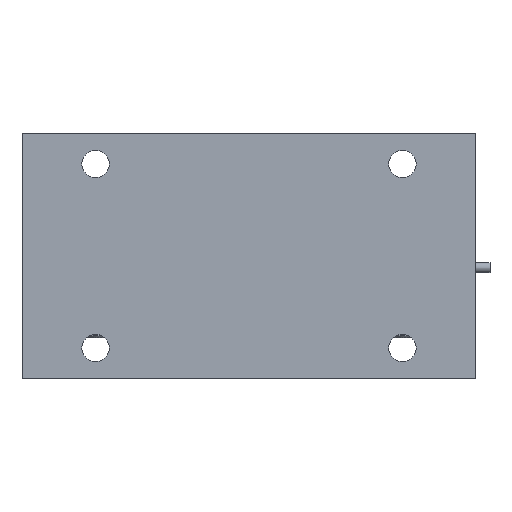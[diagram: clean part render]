
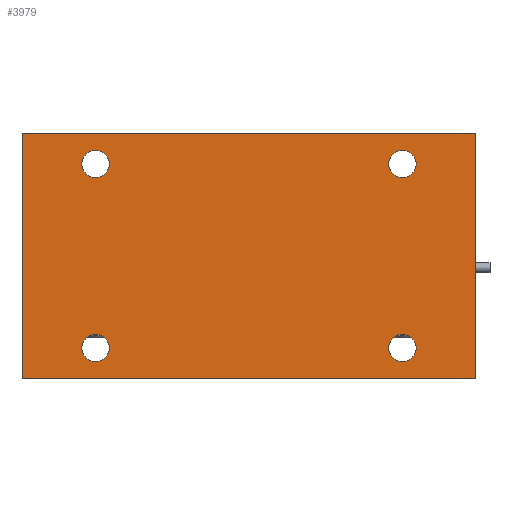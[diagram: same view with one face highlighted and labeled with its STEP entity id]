
A CAD part, front view. The second image highlights one B-rep face of the part: STEP entity #3979.
In plain terms, the highlighted planar face has unit normal (0, -1, 0).
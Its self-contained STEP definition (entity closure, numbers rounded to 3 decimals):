
#90 = AXIS2_PLACEMENT_3D ( 'NONE', #2483, #3415, #6411 ) ;
#149 = EDGE_CURVE ( 'NONE', #8959, #6466, #5443, .T. ) ;
#164 = LINE ( 'NONE', #5681, #1755 ) ;
#297 = AXIS2_PLACEMENT_3D ( 'NONE', #2669, #8398, #7159 ) ;
#527 = FACE_BOUND ( 'NONE', #7798, .T. ) ;
#583 = DIRECTION ( 'NONE',  ( -1., 0., 0. ) ) ;
#616 = CIRCLE ( 'NONE', #297, 7.1 ) ;
#697 = EDGE_LOOP ( 'NONE', ( #2295, #4209 ) ) ;
#751 = CARTESIAN_POINT ( 'NONE',  ( 79.4, 0., 47.65 ) ) ;
#856 = DIRECTION ( 'NONE',  ( 0., 1., 0. ) ) ;
#871 = AXIS2_PLACEMENT_3D ( 'NONE', #3728, #856, #5247 ) ;
#919 = CARTESIAN_POINT ( 'NONE',  ( -86.5, 0., 47.65 ) ) ;
#1049 = ORIENTED_EDGE ( 'NONE', *, *, #8863, .T. ) ;
#1086 = DIRECTION ( 'NONE',  ( -1., 0., 0. ) ) ;
#1192 = AXIS2_PLACEMENT_3D ( 'NONE', #6363, #7691, #1086 ) ;
#1388 = EDGE_CURVE ( 'NONE', #2777, #4107, #8587, .T. ) ;
#1657 = EDGE_LOOP ( 'NONE', ( #7733, #8226, #2801, #9072 ) ) ;
#1718 = CARTESIAN_POINT ( 'NONE',  ( 72.3, 0., 47.65 ) ) ;
#1755 = VECTOR ( 'NONE', #7959, 1000. ) ;
#1769 = ORIENTED_EDGE ( 'NONE', *, *, #1388, .T. ) ;
#1934 = CARTESIAN_POINT ( 'NONE',  ( 86.5, 0., 47.65 ) ) ;
#2015 = DIRECTION ( 'NONE',  ( 1., 0., 0. ) ) ;
#2021 = CARTESIAN_POINT ( 'NONE',  ( 0., 0., 63.5 ) ) ;
#2060 = CARTESIAN_POINT ( 'NONE',  ( 0., 0., 63.5 ) ) ;
#2106 = CARTESIAN_POINT ( 'NONE',  ( -72.3, 0., 47.65 ) ) ;
#2163 = PLANE ( 'NONE',  #7147 ) ;
#2279 = AXIS2_PLACEMENT_3D ( 'NONE', #7500, #5923, #9209 ) ;
#2295 = ORIENTED_EDGE ( 'NONE', *, *, #6121, .T. ) ;
#2331 = CARTESIAN_POINT ( 'NONE',  ( 72.3, 0., -47.65 ) ) ;
#2479 = CARTESIAN_POINT ( 'NONE',  ( -79.4, 0., 47.65 ) ) ;
#2483 = CARTESIAN_POINT ( 'NONE',  ( -79.4, 0., 47.65 ) ) ;
#2510 = FACE_BOUND ( 'NONE', #697, .T. ) ;
#2636 = EDGE_CURVE ( 'NONE', #4997, #3797, #7975, .T. ) ;
#2669 = CARTESIAN_POINT ( 'NONE',  ( 79.4, 0., -47.65 ) ) ;
#2724 = VERTEX_POINT ( 'NONE', #3296 ) ;
#2727 = ORIENTED_EDGE ( 'NONE', *, *, #7499, .T. ) ;
#2748 = LINE ( 'NONE', #2060, #5576 ) ;
#2777 = VERTEX_POINT ( 'NONE', #2106 ) ;
#2801 = ORIENTED_EDGE ( 'NONE', *, *, #2937, .F. ) ;
#2851 = DIRECTION ( 'NONE',  ( 0., 0., -1. ) ) ;
#2903 = FACE_BOUND ( 'NONE', #8383, .T. ) ;
#2937 = EDGE_CURVE ( 'NONE', #7948, #7771, #2748, .T. ) ;
#3167 = EDGE_CURVE ( 'NONE', #7948, #2724, #6083, .T. ) ;
#3174 = DIRECTION ( 'NONE',  ( -1., 0., 0. ) ) ;
#3296 = CARTESIAN_POINT ( 'NONE',  ( -117.5, 0., -63.5 ) ) ;
#3415 = DIRECTION ( 'NONE',  ( 0., 1., 0. ) ) ;
#3549 = FACE_OUTER_BOUND ( 'NONE', #1657, .T. ) ;
#3622 = ORIENTED_EDGE ( 'NONE', *, *, #4613, .T. ) ;
#3728 = CARTESIAN_POINT ( 'NONE',  ( -79.4, 0., -47.65 ) ) ;
#3797 = VERTEX_POINT ( 'NONE', #7638 ) ;
#3891 = AXIS2_PLACEMENT_3D ( 'NONE', #751, #5429, #6809 ) ;
#3979 = ADVANCED_FACE ( 'NONE', ( #7777, #2510, #2903, #527, #3549 ), #2163, .F. ) ;
#4065 = EDGE_CURVE ( 'NONE', #7771, #5815, #8864, .T. ) ;
#4107 = VERTEX_POINT ( 'NONE', #919 ) ;
#4209 = ORIENTED_EDGE ( 'NONE', *, *, #149, .T. ) ;
#4467 = DIRECTION ( 'NONE',  ( 0., 0., -1. ) ) ;
#4613 = EDGE_CURVE ( 'NONE', #6165, #8574, #5380, .T. ) ;
#4782 = CARTESIAN_POINT ( 'NONE',  ( -117.5, 0., 63.5 ) ) ;
#4906 = AXIS2_PLACEMENT_3D ( 'NONE', #6620, #8790, #8692 ) ;
#4997 = VERTEX_POINT ( 'NONE', #9556 ) ;
#5247 = DIRECTION ( 'NONE',  ( -1., 0., 0. ) ) ;
#5380 = CIRCLE ( 'NONE', #4906, 7.1 ) ;
#5429 = DIRECTION ( 'NONE',  ( 0., 1., 0. ) ) ;
#5443 = CIRCLE ( 'NONE', #1192, 7.1 ) ;
#5533 = DIRECTION ( 'NONE',  ( 0., 1., 0. ) ) ;
#5576 = VECTOR ( 'NONE', #2015, 1000. ) ;
#5681 = CARTESIAN_POINT ( 'NONE',  ( 0., 0., -63.5 ) ) ;
#5815 = VERTEX_POINT ( 'NONE', #6971 ) ;
#5875 = EDGE_CURVE ( 'NONE', #2724, #5815, #164, .T. ) ;
#5888 = VECTOR ( 'NONE', #2851, 1000. ) ;
#5923 = DIRECTION ( 'NONE',  ( 0., 1., 0. ) ) ;
#6083 = LINE ( 'NONE', #7561, #9715 ) ;
#6121 = EDGE_CURVE ( 'NONE', #6466, #8959, #8593, .T. ) ;
#6165 = VERTEX_POINT ( 'NONE', #2331 ) ;
#6363 = CARTESIAN_POINT ( 'NONE',  ( 79.4, 0., 47.65 ) ) ;
#6411 = DIRECTION ( 'NONE',  ( -1., 0., 0. ) ) ;
#6416 = EDGE_LOOP ( 'NONE', ( #7164, #1769 ) ) ;
#6466 = VERTEX_POINT ( 'NONE', #1718 ) ;
#6620 = CARTESIAN_POINT ( 'NONE',  ( 79.4, 0., -47.65 ) ) ;
#6809 = DIRECTION ( 'NONE',  ( -1., 0., 0. ) ) ;
#6971 = CARTESIAN_POINT ( 'NONE',  ( 117.5, 0., -63.5 ) ) ;
#7147 = AXIS2_PLACEMENT_3D ( 'NONE', #2021, #9498, #583 ) ;
#7159 = DIRECTION ( 'NONE',  ( -1., 0., 0. ) ) ;
#7164 = ORIENTED_EDGE ( 'NONE', *, *, #7637, .T. ) ;
#7499 = EDGE_CURVE ( 'NONE', #3797, #4997, #8895, .T. ) ;
#7500 = CARTESIAN_POINT ( 'NONE',  ( -79.4, 0., -47.65 ) ) ;
#7545 = CARTESIAN_POINT ( 'NONE',  ( 117.5, 0., 63.5 ) ) ;
#7561 = CARTESIAN_POINT ( 'NONE',  ( -117.5, 0., 63.5 ) ) ;
#7637 = EDGE_CURVE ( 'NONE', #4107, #2777, #7930, .T. ) ;
#7638 = CARTESIAN_POINT ( 'NONE',  ( -72.3, 0., -47.65 ) ) ;
#7689 = ORIENTED_EDGE ( 'NONE', *, *, #2636, .T. ) ;
#7691 = DIRECTION ( 'NONE',  ( 0., 1., 0. ) ) ;
#7733 = ORIENTED_EDGE ( 'NONE', *, *, #5875, .T. ) ;
#7771 = VERTEX_POINT ( 'NONE', #7545 ) ;
#7777 = FACE_BOUND ( 'NONE', #6416, .T. ) ;
#7798 = EDGE_LOOP ( 'NONE', ( #7689, #2727 ) ) ;
#7930 = CIRCLE ( 'NONE', #8878, 7.1 ) ;
#7948 = VERTEX_POINT ( 'NONE', #4782 ) ;
#7959 = DIRECTION ( 'NONE',  ( 1., 0., 0. ) ) ;
#7975 = CIRCLE ( 'NONE', #2279, 7.1 ) ;
#8167 = CARTESIAN_POINT ( 'NONE',  ( 117.5, 0., 63.5 ) ) ;
#8226 = ORIENTED_EDGE ( 'NONE', *, *, #4065, .F. ) ;
#8383 = EDGE_LOOP ( 'NONE', ( #3622, #1049 ) ) ;
#8398 = DIRECTION ( 'NONE',  ( 0., 1., 0. ) ) ;
#8574 = VERTEX_POINT ( 'NONE', #8806 ) ;
#8587 = CIRCLE ( 'NONE', #90, 7.1 ) ;
#8593 = CIRCLE ( 'NONE', #3891, 7.1 ) ;
#8692 = DIRECTION ( 'NONE',  ( -1., 0., 0. ) ) ;
#8790 = DIRECTION ( 'NONE',  ( 0., 1., 0. ) ) ;
#8806 = CARTESIAN_POINT ( 'NONE',  ( 86.5, 0., -47.65 ) ) ;
#8863 = EDGE_CURVE ( 'NONE', #8574, #6165, #616, .T. ) ;
#8864 = LINE ( 'NONE', #8167, #5888 ) ;
#8878 = AXIS2_PLACEMENT_3D ( 'NONE', #2479, #5533, #3174 ) ;
#8895 = CIRCLE ( 'NONE', #871, 7.1 ) ;
#8959 = VERTEX_POINT ( 'NONE', #1934 ) ;
#9072 = ORIENTED_EDGE ( 'NONE', *, *, #3167, .T. ) ;
#9209 = DIRECTION ( 'NONE',  ( -1., 0., 0. ) ) ;
#9498 = DIRECTION ( 'NONE',  ( 0., 1., 0. ) ) ;
#9556 = CARTESIAN_POINT ( 'NONE',  ( -86.5, 0., -47.65 ) ) ;
#9715 = VECTOR ( 'NONE', #4467, 1000. ) ;
